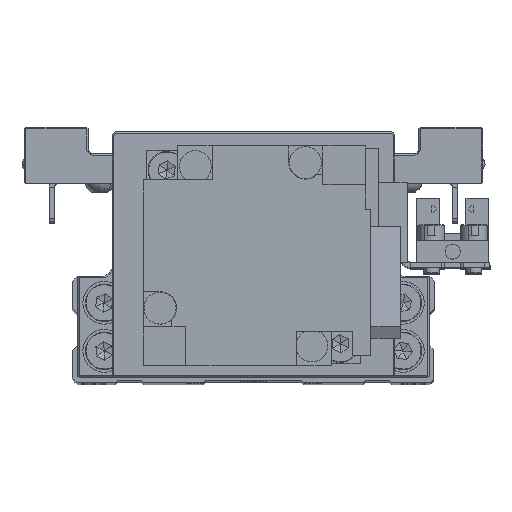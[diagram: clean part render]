
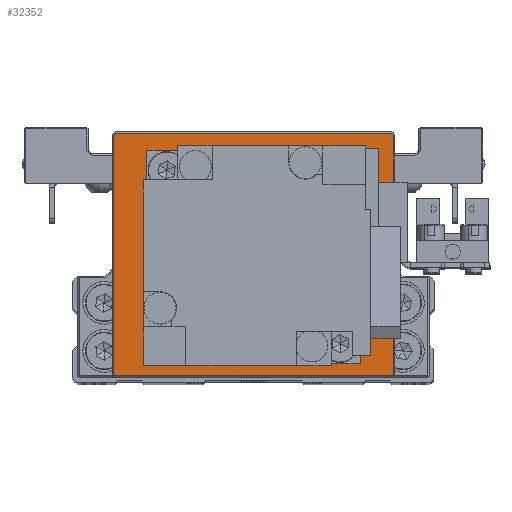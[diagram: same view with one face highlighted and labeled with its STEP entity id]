
A CAD part, top view. The second image highlights one B-rep face of the part: STEP entity #32352.
In plain terms, the highlighted face is planar.
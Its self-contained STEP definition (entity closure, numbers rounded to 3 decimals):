
#913 = DIRECTION ( 'NONE',  ( 0., 0., -1. ) ) ;
#916 = CARTESIAN_POINT ( 'NONE',  ( 0., -4., -0.5 ) ) ;
#2440 = FACE_BOUND ( 'NONE', #15047, .T. ) ;
#3019 = EDGE_CURVE ( 'NONE', #18514, #27658, #20270, .T. ) ;
#3064 = VECTOR ( 'NONE', #14100, 1000. ) ;
#3216 = ORIENTED_EDGE ( 'NONE', *, *, #18140, .F. ) ;
#3715 = CARTESIAN_POINT ( 'NONE',  ( -26.2, -4., -22.7 ) ) ;
#3942 = CARTESIAN_POINT ( 'NONE',  ( -26.2, -4., -23. ) ) ;
#3981 = CIRCLE ( 'NONE', #22597, 0.7 ) ;
#4358 = ORIENTED_EDGE ( 'NONE', *, *, #4811, .T. ) ;
#4578 = AXIS2_PLACEMENT_3D ( 'NONE', #10568, #20746, #30912 ) ;
#4708 = CARTESIAN_POINT ( 'NONE',  ( 0., -4., -0.5 ) ) ;
#4811 = EDGE_CURVE ( 'NONE', #27658, #30951, #18950, .T. ) ;
#5165 = VERTEX_POINT ( 'NONE', #25209 ) ;
#6630 = LINE ( 'NONE', #16795, #16720 ) ;
#7223 = AXIS2_PLACEMENT_3D ( 'NONE', #916, #11081, #21249 ) ;
#7593 = DIRECTION ( 'NONE',  ( -1., 0., 0. ) ) ;
#8445 = CARTESIAN_POINT ( 'NONE',  ( 26.5, -4., -22.7 ) ) ;
#8551 = EDGE_LOOP ( 'NONE', ( #26123, #19819, #17108, #10602, #4358, #16948 ) ) ;
#8965 = VERTEX_POINT ( 'NONE', #17299 ) ;
#9852 = EDGE_CURVE ( 'NONE', #25124, #8965, #31300, .T. ) ;
#10101 = DIRECTION ( 'NONE',  ( 0., -1., 0. ) ) ;
#10383 = EDGE_CURVE ( 'NONE', #5165, #18514, #3981, .T. ) ;
#10568 = CARTESIAN_POINT ( 'NONE',  ( -25.5, -4., 22. ) ) ;
#10602 = ORIENTED_EDGE ( 'NONE', *, *, #3019, .T. ) ;
#10946 = VECTOR ( 'NONE', #18621, 1000. ) ;
#11081 = DIRECTION ( 'NONE',  ( 0., -1., 0. ) ) ;
#11344 = CARTESIAN_POINT ( 'NONE',  ( -25.5, -4., 22.7 ) ) ;
#11647 = EDGE_CURVE ( 'NONE', #32126, #28280, #21604, .T. ) ;
#12265 = CARTESIAN_POINT ( 'NONE',  ( -26.2, -4., 22. ) ) ;
#12607 = FACE_OUTER_BOUND ( 'NONE', #8551, .T. ) ;
#12683 = VECTOR ( 'NONE', #7593, 1000. ) ;
#13569 = CARTESIAN_POINT ( 'NONE',  ( 25.5, -4., 22. ) ) ;
#14100 = DIRECTION ( 'NONE',  ( 0., 0., -1. ) ) ;
#14863 = DIRECTION ( 'NONE',  ( 0., -1., 0. ) ) ;
#15047 = EDGE_LOOP ( 'NONE', ( #22044, #3216 ) ) ;
#15162 = EDGE_CURVE ( 'NONE', #30951, #25124, #26782, .T. ) ;
#15696 = AXIS2_PLACEMENT_3D ( 'NONE', #32963, #10101, #20269 ) ;
#16720 = VECTOR ( 'NONE', #26985, 1000. ) ;
#16795 = CARTESIAN_POINT ( 'NONE',  ( 26.2, -4., 22. ) ) ;
#16948 = ORIENTED_EDGE ( 'NONE', *, *, #15162, .T. ) ;
#17108 = ORIENTED_EDGE ( 'NONE', *, *, #10383, .T. ) ;
#17299 = CARTESIAN_POINT ( 'NONE',  ( 26.2, -4., -22.7 ) ) ;
#18140 = EDGE_CURVE ( 'NONE', #28280, #32126, #20826, .T. ) ;
#18514 = VERTEX_POINT ( 'NONE', #21846 ) ;
#18621 = DIRECTION ( 'NONE',  ( 1., 0., 0. ) ) ;
#18950 = CIRCLE ( 'NONE', #4578, 0.7 ) ;
#19819 = ORIENTED_EDGE ( 'NONE', *, *, #26132, .T. ) ;
#20269 = DIRECTION ( 'NONE',  ( 0., 0., -1. ) ) ;
#20270 = LINE ( 'NONE', #30453, #12683 ) ;
#20746 = DIRECTION ( 'NONE',  ( 0., -1., 0. ) ) ;
#20826 = CIRCLE ( 'NONE', #25082, 10. ) ;
#21249 = DIRECTION ( 'NONE',  ( 0., 0., -1. ) ) ;
#21604 = CIRCLE ( 'NONE', #7223, 10. ) ;
#21846 = CARTESIAN_POINT ( 'NONE',  ( 25.5, -4., 22.7 ) ) ;
#22044 = ORIENTED_EDGE ( 'NONE', *, *, #11647, .F. ) ;
#22597 = AXIS2_PLACEMENT_3D ( 'NONE', #13569, #23744, #913 ) ;
#22779 = PLANE ( 'NONE',  #15696 ) ;
#23744 = DIRECTION ( 'NONE',  ( 0., -1., 0. ) ) ;
#25048 = DIRECTION ( 'NONE',  ( 0., 0., -1. ) ) ;
#25082 = AXIS2_PLACEMENT_3D ( 'NONE', #4708, #14863, #25048 ) ;
#25124 = VERTEX_POINT ( 'NONE', #3715 ) ;
#25209 = CARTESIAN_POINT ( 'NONE',  ( 26.2, -4., 22. ) ) ;
#26123 = ORIENTED_EDGE ( 'NONE', *, *, #9852, .T. ) ;
#26132 = EDGE_CURVE ( 'NONE', #8965, #5165, #6630, .T. ) ;
#26782 = LINE ( 'NONE', #3942, #3064 ) ;
#26985 = DIRECTION ( 'NONE',  ( 0., 0., 1. ) ) ;
#27658 = VERTEX_POINT ( 'NONE', #11344 ) ;
#27768 = CARTESIAN_POINT ( 'NONE',  ( 0., -4., 9.5 ) ) ;
#28280 = VERTEX_POINT ( 'NONE', #27768 ) ;
#29302 = CARTESIAN_POINT ( 'NONE',  ( 0., -4., -10.5 ) ) ;
#30453 = CARTESIAN_POINT ( 'NONE',  ( -25.5, -4., 22.7 ) ) ;
#30912 = DIRECTION ( 'NONE',  ( 0., 0., -1. ) ) ;
#30951 = VERTEX_POINT ( 'NONE', #12265 ) ;
#31300 = LINE ( 'NONE', #8445, #10946 ) ;
#32126 = VERTEX_POINT ( 'NONE', #29302 ) ;
#32352 = ADVANCED_FACE ( 'NONE', ( #2440, #12607 ), #22779, .T. ) ;
#32963 = CARTESIAN_POINT ( 'NONE',  ( 0., -4., 0. ) ) ;
